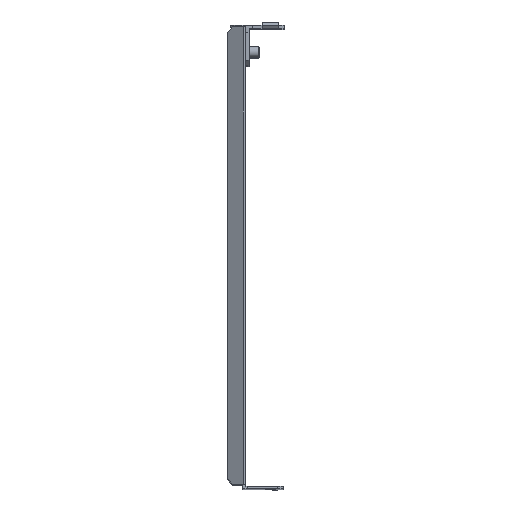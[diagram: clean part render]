
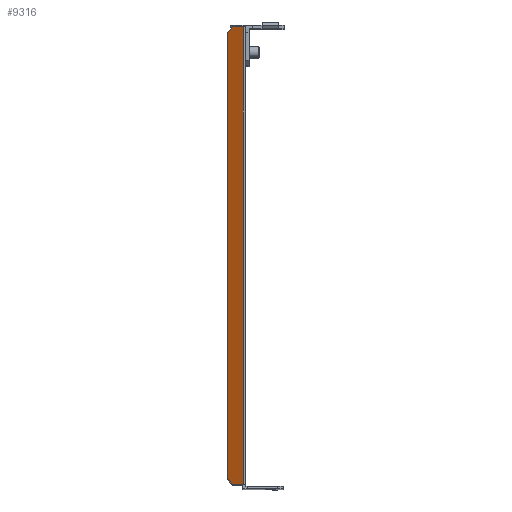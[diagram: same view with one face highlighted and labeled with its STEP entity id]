
A CAD part, top view. The second image highlights one B-rep face of the part: STEP entity #9316.
In plain terms, the highlighted planar face has unit normal (-0.5, 0, 0.866).
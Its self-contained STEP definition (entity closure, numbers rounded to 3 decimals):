
#98 = DIRECTION ( 'NONE',  ( 0.5, 0., -0.866 ) ) ;
#163 = ORIENTED_EDGE ( 'NONE', *, *, #4571, .T. ) ;
#208 = VECTOR ( 'NONE', #6433, 1000. ) ;
#440 = CARTESIAN_POINT ( 'NONE',  ( -8.428, 248., 195.38 ) ) ;
#537 = ORIENTED_EDGE ( 'NONE', *, *, #5518, .T. ) ;
#814 = CARTESIAN_POINT ( 'NONE',  ( -85.959, 248., 150.618 ) ) ;
#845 = VERTEX_POINT ( 'NONE', #440 ) ;
#949 = EDGE_LOOP ( 'NONE', ( #10990, #537, #2603, #3962, #2876, #163, #12001, #3025 ) ) ;
#998 = EDGE_CURVE ( 'NONE', #11284, #4943, #3004, .T. ) ;
#1104 = CARTESIAN_POINT ( 'NONE',  ( -2.768, 0., 198.648 ) ) ;
#1128 = FACE_OUTER_BOUND ( 'NONE', #949, .T. ) ;
#1215 = CARTESIAN_POINT ( 'NONE',  ( -2.768, 248., 198.648 ) ) ;
#1217 = EDGE_CURVE ( 'NONE', #4943, #1223, #1395, .T. ) ;
#1223 = VERTEX_POINT ( 'NONE', #7692 ) ;
#1311 = DIRECTION ( 'NONE',  ( 0., 1., 0. ) ) ;
#1395 = LINE ( 'NONE', #7425, #8746 ) ;
#1696 = CARTESIAN_POINT ( 'NONE',  ( -5.25, 0., 197.215 ) ) ;
#2022 = VECTOR ( 'NONE', #5212, 1000. ) ;
#2243 = EDGE_CURVE ( 'NONE', #13242, #845, #2505, .T. ) ;
#2305 = LINE ( 'NONE', #6376, #208 ) ;
#2505 = LINE ( 'NONE', #11822, #8532 ) ;
#2603 = ORIENTED_EDGE ( 'NONE', *, *, #8230, .F. ) ;
#2876 = ORIENTED_EDGE ( 'NONE', *, *, #10448, .T. ) ;
#2909 = CARTESIAN_POINT ( 'NONE',  ( -11.026, 245., 193.88 ) ) ;
#3004 = LINE ( 'NONE', #5301, #11965 ) ;
#3025 = ORIENTED_EDGE ( 'NONE', *, *, #1217, .T. ) ;
#3037 = VECTOR ( 'NONE', #1311, 1000. ) ;
#3364 = VERTEX_POINT ( 'NONE', #10865 ) ;
#3453 = DIRECTION ( 'NONE',  ( 0.866, 0., 0.5 ) ) ;
#3962 = ORIENTED_EDGE ( 'NONE', *, *, #2243, .T. ) ;
#4209 = DIRECTION ( 'NONE',  ( -0.866, 0., -0.5 ) ) ;
#4413 = PLANE ( 'NONE',  #11237 ) ;
#4571 = EDGE_CURVE ( 'NONE', #5753, #11284, #2305, .T. ) ;
#4662 = LINE ( 'NONE', #1696, #12222 ) ;
#4943 = VERTEX_POINT ( 'NONE', #10699 ) ;
#5212 = DIRECTION ( 'NONE',  ( 0.866, 0., 0.5 ) ) ;
#5301 = CARTESIAN_POINT ( 'NONE',  ( -8.428, 0., 195.38 ) ) ;
#5518 = EDGE_CURVE ( 'NONE', #3364, #6623, #11421, .T. ) ;
#5753 = VERTEX_POINT ( 'NONE', #6289 ) ;
#6289 = CARTESIAN_POINT ( 'NONE',  ( -11.026, 245., 193.88 ) ) ;
#6301 = LINE ( 'NONE', #814, #2022 ) ;
#6376 = CARTESIAN_POINT ( 'NONE',  ( -11.026, 0., 193.88 ) ) ;
#6433 = DIRECTION ( 'NONE',  ( 0., -1., 0. ) ) ;
#6623 = VERTEX_POINT ( 'NONE', #1215 ) ;
#7038 = DIRECTION ( 'NONE',  ( -0.612, -0.707, -0.354 ) ) ;
#7425 = CARTESIAN_POINT ( 'NONE',  ( -85.959, 0., 150.618 ) ) ;
#7692 = CARTESIAN_POINT ( 'NONE',  ( -5.25, 0., 197.215 ) ) ;
#8230 = EDGE_CURVE ( 'NONE', #13242, #6623, #6301, .T. ) ;
#8532 = VECTOR ( 'NONE', #11950, 1000. ) ;
#8746 = VECTOR ( 'NONE', #3453, 1000. ) ;
#9316 = ADVANCED_FACE ( 'NONE', ( #1128 ), #4413, .F. ) ;
#9406 = CARTESIAN_POINT ( 'NONE',  ( -85.959, 0., 150.618 ) ) ;
#9704 = VECTOR ( 'NONE', #7038, 1000. ) ;
#10448 = EDGE_CURVE ( 'NONE', #845, #5753, #12212, .T. ) ;
#10699 = CARTESIAN_POINT ( 'NONE',  ( -8.428, 0., 195.38 ) ) ;
#10865 = CARTESIAN_POINT ( 'NONE',  ( -2.768, 0., 198.648 ) ) ;
#10990 = ORIENTED_EDGE ( 'NONE', *, *, #12232, .T. ) ;
#11237 = AXIS2_PLACEMENT_3D ( 'NONE', #9406, #98, #4209 ) ;
#11284 = VERTEX_POINT ( 'NONE', #11967 ) ;
#11421 = LINE ( 'NONE', #1104, #3037 ) ;
#11822 = CARTESIAN_POINT ( 'NONE',  ( -85.959, 248., 150.618 ) ) ;
#11848 = CARTESIAN_POINT ( 'NONE',  ( -5.25, 248., 197.215 ) ) ;
#11950 = DIRECTION ( 'NONE',  ( -0.866, 0., -0.5 ) ) ;
#11965 = VECTOR ( 'NONE', #13259, 1000. ) ;
#11967 = CARTESIAN_POINT ( 'NONE',  ( -11.026, 3., 193.88 ) ) ;
#12001 = ORIENTED_EDGE ( 'NONE', *, *, #998, .T. ) ;
#12212 = LINE ( 'NONE', #2909, #9704 ) ;
#12222 = VECTOR ( 'NONE', #12951, 1000. ) ;
#12232 = EDGE_CURVE ( 'NONE', #1223, #3364, #4662, .T. ) ;
#12951 = DIRECTION ( 'NONE',  ( 0.866, 0., 0.5 ) ) ;
#13242 = VERTEX_POINT ( 'NONE', #11848 ) ;
#13259 = DIRECTION ( 'NONE',  ( 0.612, -0.707, 0.354 ) ) ;
